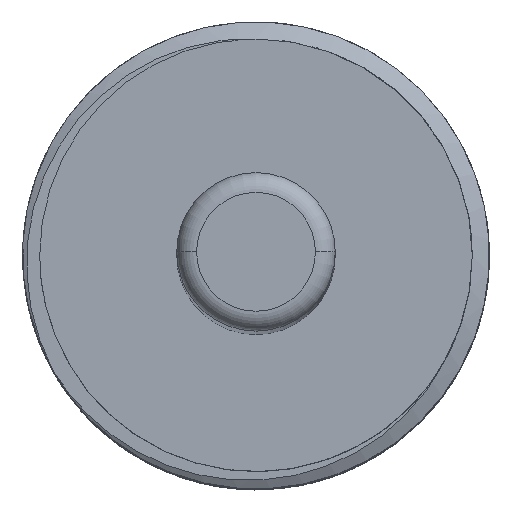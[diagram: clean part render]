
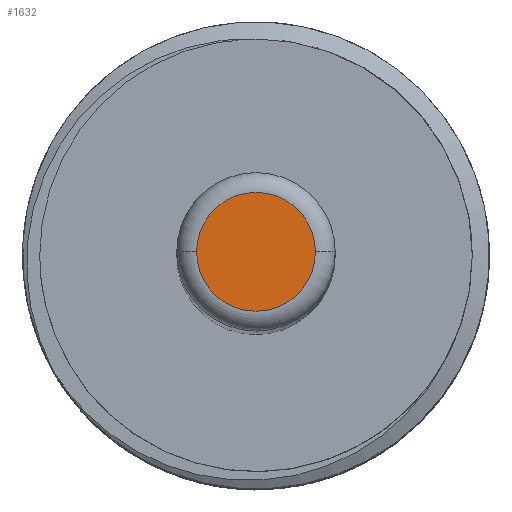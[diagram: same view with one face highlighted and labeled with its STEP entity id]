
A CAD part, top view. The second image highlights one B-rep face of the part: STEP entity #1632.
In plain terms, the highlighted planar face has unit normal (0, 0, 1).
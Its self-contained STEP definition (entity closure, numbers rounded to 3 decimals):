
#334 = ORIENTED_EDGE ( 'NONE', *, *, #2287, .T. ) ;
#659 = EDGE_CURVE ( 'NONE', #3497, #2556, #1949, .T. ) ;
#679 = CARTESIAN_POINT ( 'NONE',  ( 0., 0., 245. ) ) ;
#796 = PLANE ( 'NONE',  #3852 ) ;
#797 = CARTESIAN_POINT ( 'NONE',  ( 3., 0., 245. ) ) ;
#1137 = DIRECTION ( 'NONE',  ( 1., 0., 0. ) ) ;
#1632 = ADVANCED_FACE ( 'NONE', ( #3553 ), #796, .T. ) ;
#1949 = CIRCLE ( 'NONE', #4678, 3. ) ;
#2287 = EDGE_CURVE ( 'NONE', #2556, #3497, #4251, .T. ) ;
#2340 = ORIENTED_EDGE ( 'NONE', *, *, #659, .T. ) ;
#2556 = VERTEX_POINT ( 'NONE', #797 ) ;
#2614 = DIRECTION ( 'NONE',  ( 1., 0., 0. ) ) ;
#3215 = CARTESIAN_POINT ( 'NONE',  ( -3., 0., 245. ) ) ;
#3311 = CARTESIAN_POINT ( 'NONE',  ( 0., 0., 245. ) ) ;
#3321 = DIRECTION ( 'NONE',  ( 0., 0., 1. ) ) ;
#3343 = DIRECTION ( 'NONE',  ( 1., 0., 0. ) ) ;
#3411 = EDGE_LOOP ( 'NONE', ( #334, #2340 ) ) ;
#3497 = VERTEX_POINT ( 'NONE', #3215 ) ;
#3553 = FACE_OUTER_BOUND ( 'NONE', #3411, .T. ) ;
#3813 = DIRECTION ( 'NONE',  ( 0., 0., 1. ) ) ;
#3852 = AXIS2_PLACEMENT_3D ( 'NONE', #3959, #5289, #2614 ) ;
#3959 = CARTESIAN_POINT ( 'NONE',  ( 0., 0., 245. ) ) ;
#4251 = CIRCLE ( 'NONE', #5532, 3. ) ;
#4678 = AXIS2_PLACEMENT_3D ( 'NONE', #3311, #3321, #3343 ) ;
#5289 = DIRECTION ( 'NONE',  ( 0., 0., 1. ) ) ;
#5532 = AXIS2_PLACEMENT_3D ( 'NONE', #679, #3813, #1137 ) ;
